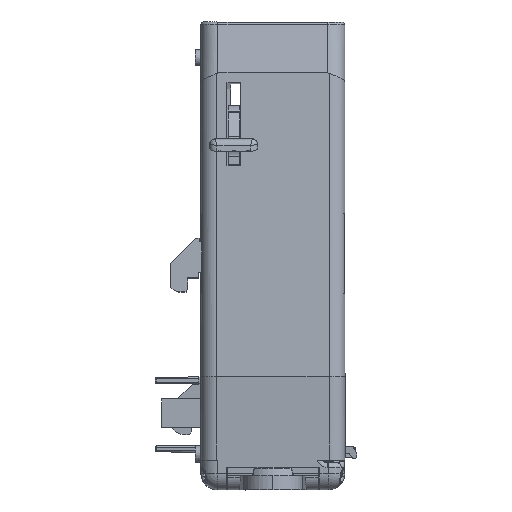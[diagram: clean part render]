
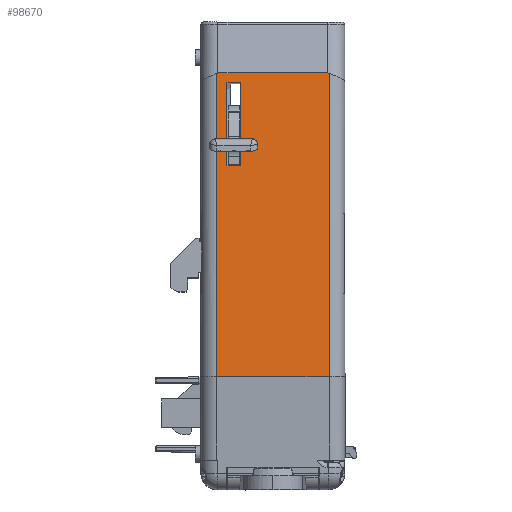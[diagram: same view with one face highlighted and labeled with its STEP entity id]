
A CAD part, front view. The second image highlights one B-rep face of the part: STEP entity #98670.
In plain terms, the highlighted planar face has unit normal (0, -0.999, 0.044).
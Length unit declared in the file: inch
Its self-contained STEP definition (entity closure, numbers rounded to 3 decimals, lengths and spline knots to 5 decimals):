
#405 = ORIENTED_EDGE ( 'NONE', *, *, #48584, .T. ) ;
#854 = CARTESIAN_POINT ( 'NONE',  ( -0.1115, -1.84826, -0.33664 ) ) ;
#6055 = CARTESIAN_POINT ( 'NONE',  ( -0.27027, -1.84537, -0.2704 ) ) ;
#12275 = DIRECTION ( 'NONE',  ( -1., 0., 0. ) ) ;
#13462 = VERTEX_POINT ( 'NONE', #147301 ) ;
#14700 = VERTEX_POINT ( 'NONE', #74125 ) ;
#15283 = CARTESIAN_POINT ( 'NONE',  ( 5.65427, -1.84537, -0.2704 ) ) ;
#18888 = CARTESIAN_POINT ( 'NONE',  ( 0.61162, -1.93743, -2.379 ) ) ;
#20997 = EDGE_CURVE ( 'NONE', #13462, #86790, #142716, .T. ) ;
#23119 = CARTESIAN_POINT ( 'NONE',  ( -0.27838, -1.84545, -0.27225 ) ) ;
#25292 = DIRECTION ( 'NONE',  ( 0., 0.044, 0.999 ) ) ;
#25594 = CARTESIAN_POINT ( 'NONE',  ( 0.49622, -1.84537, -0.2704 ) ) ;
#27035 = CARTESIAN_POINT ( 'NONE',  ( -0.27027, -1.84537, -0.2704 ) ) ;
#28264 = VECTOR ( 'NONE', #154446, 39.37008 ) ;
#28318 = ORIENTED_EDGE ( 'NONE', *, *, #180334, .F. ) ;
#28546 = CARTESIAN_POINT ( 'NONE',  ( 5.65427, -1.84826, -0.33664 ) ) ;
#34860 = PLANE ( 'NONE',  #170490 ) ;
#37518 = DIRECTION ( 'NONE',  ( 0., -0.044, -0.999 ) ) ;
#39765 = CARTESIAN_POINT ( 'NONE',  ( 0.49351, -1.84537, -0.2704 ) ) ;
#43331 = CARTESIAN_POINT ( 'NONE',  ( -0.2074, -1.84826, -0.33664 ) ) ;
#45363 = VECTOR ( 'NONE', #25292, 39.37008 ) ;
#46042 = DIRECTION ( 'NONE',  ( 0., -0.044, -0.999 ) ) ;
#48584 = EDGE_CURVE ( 'NONE', #86790, #113599, #72120, .T. ) ;
#50251 = DIRECTION ( 'NONE',  ( -1., 0., 0. ) ) ;
#55977 = EDGE_LOOP ( 'NONE', ( #121545, #76421, #405, #99713 ) ) ;
#56262 = CARTESIAN_POINT ( 'NONE',  ( 0.50162, -1.84545, -0.27225 ) ) ;
#56775 = EDGE_CURVE ( 'NONE', #14700, #125866, #102577, .T. ) ;
#60997 = VERTEX_POINT ( 'NONE', #854 ) ;
#62330 = CARTESIAN_POINT ( 'NONE',  ( -0.27838, -1.97175, -3.16491 ) ) ;
#66323 = VECTOR ( 'NONE', #124281, 39.37008 ) ;
#67882 = LINE ( 'NONE', #62330, #80027 ) ;
#71301 = CARTESIAN_POINT ( 'NONE',  ( 0.49351, -1.84537, -0.2704 ) ) ;
#72120 = LINE ( 'NONE', #118651, #45363 ) ;
#74125 = CARTESIAN_POINT ( 'NONE',  ( 0.50162, -1.93743, -2.379 ) ) ;
#76421 = ORIENTED_EDGE ( 'NONE', *, *, #20997, .T. ) ;
#80027 = VECTOR ( 'NONE', #171237, 39.37008 ) ;
#81133 = ORIENTED_EDGE ( 'NONE', *, *, #111337, .T. ) ;
#81396 = VERTEX_POINT ( 'NONE', #151312 ) ;
#83124 = VECTOR ( 'NONE', #50251, 39.37008 ) ;
#86790 = VERTEX_POINT ( 'NONE', #163283 ) ;
#91056 = CARTESIAN_POINT ( 'NONE',  ( 0.50162, -1.84545, -0.27225 ) ) ;
#94513 = B_SPLINE_CURVE_WITH_KNOTS ( 'NONE', 3,
 ( #23119, #162036, #163387, #6055 ),
 .UNSPECIFIED., .F., .F.,
 ( 4, 4 ),
 ( 0., 1. ),
 .UNSPECIFIED. ) ;
#98670 = ADVANCED_FACE ( 'NONE', ( #198478, #156974 ), #34860, .T. ) ;
#99713 = ORIENTED_EDGE ( 'NONE', *, *, #156535, .T. ) ;
#101677 = VECTOR ( 'NONE', #46042, 39.37008 ) ;
#101723 = EDGE_LOOP ( 'NONE', ( #28318, #176933, #143737, #81133, #200117, #157714 ) ) ;
#102577 = LINE ( 'NONE', #123933, #151293 ) ;
#103769 = VERTEX_POINT ( 'NONE', #157838 ) ;
#105032 = EDGE_CURVE ( 'NONE', #103769, #81396, #67882, .T. ) ;
#107790 = LINE ( 'NONE', #15283, #66323 ) ;
#111337 = EDGE_CURVE ( 'NONE', #112473, #152511, #107790, .T. ) ;
#112473 = VERTEX_POINT ( 'NONE', #39765 ) ;
#113599 = VERTEX_POINT ( 'NONE', #43331 ) ;
#118651 = CARTESIAN_POINT ( 'NONE',  ( -0.2074, -1.84537, -0.2704 ) ) ;
#121156 = LINE ( 'NONE', #152891, #101677 ) ;
#121545 = ORIENTED_EDGE ( 'NONE', *, *, #194957, .T. ) ;
#123933 = CARTESIAN_POINT ( 'NONE',  ( 0.50162, -1.84537, -0.2704 ) ) ;
#123991 = CARTESIAN_POINT ( 'NONE',  ( 5.65427, -1.87354, -0.91565 ) ) ;
#124281 = DIRECTION ( 'NONE',  ( -1., 0., 0. ) ) ;
#125746 = VECTOR ( 'NONE', #12275, 39.37008 ) ;
#125866 = VERTEX_POINT ( 'NONE', #91056 ) ;
#142716 = LINE ( 'NONE', #123991, #125746 ) ;
#143737 = ORIENTED_EDGE ( 'NONE', *, *, #151424, .T. ) ;
#143765 = CARTESIAN_POINT ( 'NONE',  ( 5.65427, -1.84537, -0.2704 ) ) ;
#147301 = CARTESIAN_POINT ( 'NONE',  ( -0.1115, -1.87354, -0.91565 ) ) ;
#151204 = LINE ( 'NONE', #18888, #83124 ) ;
#151293 = VECTOR ( 'NONE', #157225, 39.37008 ) ;
#151312 = CARTESIAN_POINT ( 'NONE',  ( -0.27838, -1.84545, -0.27225 ) ) ;
#151424 = EDGE_CURVE ( 'NONE', #125866, #112473, #185611, .T. ) ;
#152511 = VERTEX_POINT ( 'NONE', #27035 ) ;
#152891 = CARTESIAN_POINT ( 'NONE',  ( -0.1115, -1.84537, -0.2704 ) ) ;
#154446 = DIRECTION ( 'NONE',  ( 1., 0., 0. ) ) ;
#156535 = EDGE_CURVE ( 'NONE', #113599, #60997, #174631, .T. ) ;
#156974 = FACE_BOUND ( 'NONE', #55977, .T. ) ;
#157225 = DIRECTION ( 'NONE',  ( 0., 0.044, 0.999 ) ) ;
#157714 = ORIENTED_EDGE ( 'NONE', *, *, #105032, .F. ) ;
#157838 = CARTESIAN_POINT ( 'NONE',  ( -0.27838, -1.93743, -2.379 ) ) ;
#160105 = DIRECTION ( 'NONE',  ( 0., -0.999, 0.044 ) ) ;
#162036 = CARTESIAN_POINT ( 'NONE',  ( -0.27568, -1.8454, -0.27102 ) ) ;
#163283 = CARTESIAN_POINT ( 'NONE',  ( -0.2074, -1.87354, -0.91565 ) ) ;
#163387 = CARTESIAN_POINT ( 'NONE',  ( -0.27297, -1.84537, -0.2704 ) ) ;
#170490 = AXIS2_PLACEMENT_3D ( 'NONE', #143765, #160105, #37518 ) ;
#171237 = DIRECTION ( 'NONE',  ( 0., 0.044, 0.999 ) ) ;
#174631 = LINE ( 'NONE', #28546, #28264 ) ;
#176933 = ORIENTED_EDGE ( 'NONE', *, *, #56775, .T. ) ;
#180334 = EDGE_CURVE ( 'NONE', #14700, #103769, #151204, .T. ) ;
#185611 = B_SPLINE_CURVE_WITH_KNOTS ( 'NONE', 3,
 ( #56262, #195206, #25594, #71301 ),
 .UNSPECIFIED., .F., .F.,
 ( 4, 4 ),
 ( 0., 1. ),
 .UNSPECIFIED. ) ;
#191064 = EDGE_CURVE ( 'NONE', #81396, #152511, #94513, .T. ) ;
#194957 = EDGE_CURVE ( 'NONE', #60997, #13462, #121156, .T. ) ;
#195206 = CARTESIAN_POINT ( 'NONE',  ( 0.49892, -1.8454, -0.27102 ) ) ;
#198478 = FACE_OUTER_BOUND ( 'NONE', #101723, .T. ) ;
#200117 = ORIENTED_EDGE ( 'NONE', *, *, #191064, .F. ) ;
